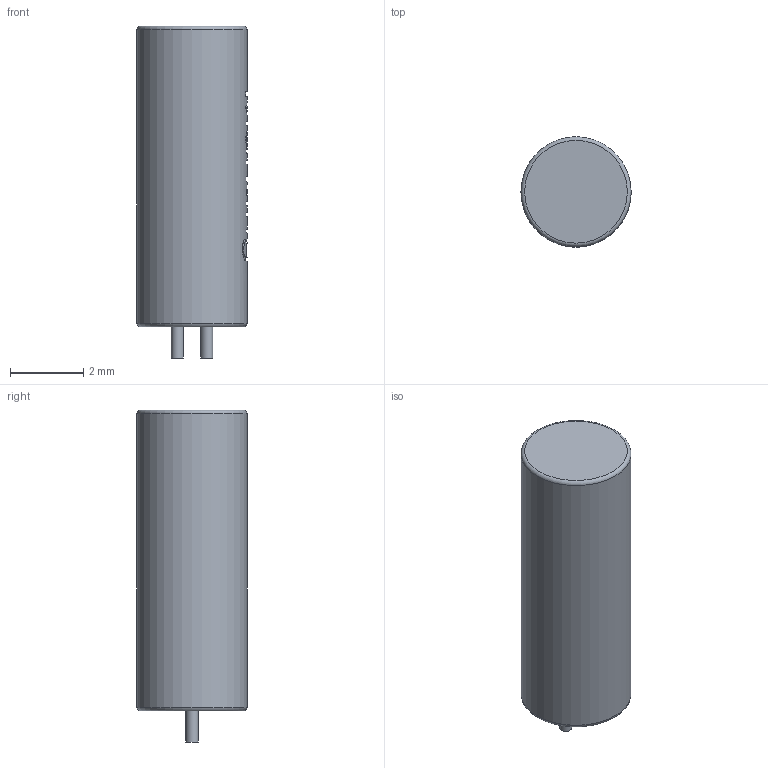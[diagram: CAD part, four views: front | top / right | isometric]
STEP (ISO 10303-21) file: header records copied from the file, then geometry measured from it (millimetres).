
FILE_DESCRIPTION(('STEP AP214'),'1');
FILE_NAME('quartz.stp','2024-03-19T16:55:01',(' '),(' '),'Spatial InterOp 3D',' ',' ');
FILE_SCHEMA(('AUTOMOTIVE_DESIGN { 1 0 10303 214 1 1 1 1 }'));
Length unit declared in the file: millimetre
Products named in the file (1): quartz
Bounding box: 3 x 3 x 9.05 mm (x, y, z)
Volume: 57.4 mm3; surface area: 94.9 mm2
Topology: 1 solids, 1 shells, 87 faces, 238 edges, 158 vertices
Faces by surface type: plane 40, bspline 26, cylinder 19, torus 2
Full cylindrical faces by diameter (mm): 0.33 x2, 2.8 x1, 3 x1
Entity records: 4580 total; most frequent: CARTESIAN_POINT 2133, ORIENTED_EDGE 388, DIRECTION 297, EDGE_CURVE 194, VERTEX_POINT 133, EDGE_LOOP 101, LINE 101, VECTOR 101
